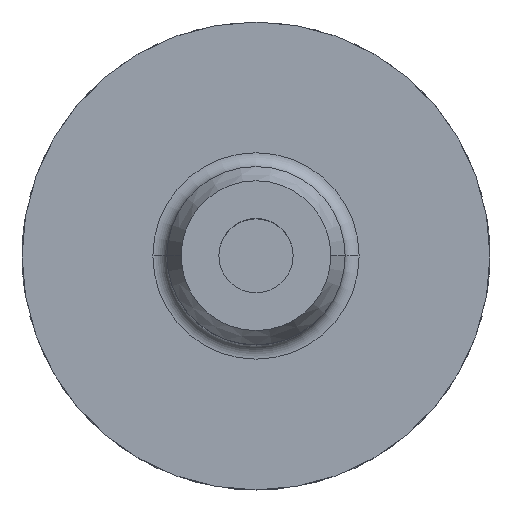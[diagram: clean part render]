
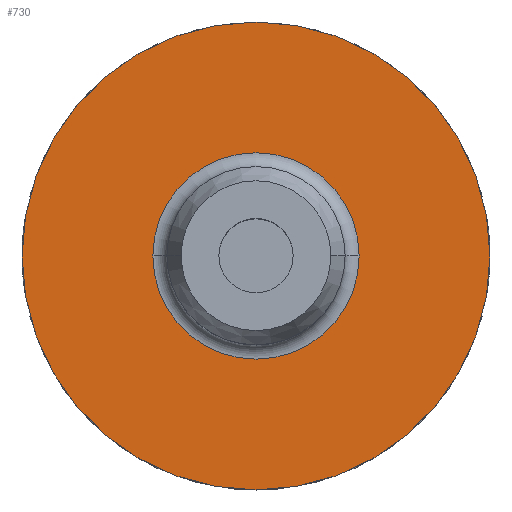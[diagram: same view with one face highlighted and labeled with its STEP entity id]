
A CAD part, top view. The second image highlights one B-rep face of the part: STEP entity #730.
In plain terms, the highlighted planar face has unit normal (0, 0, 1).
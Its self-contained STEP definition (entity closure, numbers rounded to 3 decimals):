
#41 = CARTESIAN_POINT ( 'NONE',  ( 0., 0., 38. ) ) ;
#84 = VERTEX_POINT ( 'NONE', #756 ) ;
#93 = CARTESIAN_POINT ( 'NONE',  ( 0., 0., 38. ) ) ;
#97 = VERTEX_POINT ( 'NONE', #407 ) ;
#116 = DIRECTION ( 'NONE',  ( 0., 0., -1. ) ) ;
#122 = DIRECTION ( 'NONE',  ( -1., 0., 0. ) ) ;
#128 = DIRECTION ( 'NONE',  ( 0., 0., -1. ) ) ;
#154 = DIRECTION ( 'NONE',  ( 0., 0., -1. ) ) ;
#317 = AXIS2_PLACEMENT_3D ( 'NONE', #93, #116, #122 ) ;
#358 = CIRCLE ( 'NONE', #1580, 22.05 ) ;
#407 = CARTESIAN_POINT ( 'NONE',  ( 22.05, 0., 38. ) ) ;
#446 = EDGE_CURVE ( 'NONE', #851, #1270, #922, .T. ) ;
#454 = CIRCLE ( 'NONE', #1300, 22.05 ) ;
#460 = EDGE_LOOP ( 'NONE', ( #1253, #1522 ) ) ;
#478 = ORIENTED_EDGE ( 'NONE', *, *, #971, .T. ) ;
#515 = EDGE_LOOP ( 'NONE', ( #478, #649 ) ) ;
#542 = FACE_BOUND ( 'NONE', #515, .T. ) ;
#649 = ORIENTED_EDGE ( 'NONE', *, *, #821, .T. ) ;
#697 = AXIS2_PLACEMENT_3D ( 'NONE', #1055, #154, #915 ) ;
#730 = ADVANCED_FACE ( 'NONE', ( #542, #1555 ), #1576, .F. ) ;
#731 = DIRECTION ( 'NONE',  ( -1., 0., 0. ) ) ;
#753 = CARTESIAN_POINT ( 'NONE',  ( 50., 0., 38. ) ) ;
#756 = CARTESIAN_POINT ( 'NONE',  ( -22.05, 0., 38. ) ) ;
#821 = EDGE_CURVE ( 'NONE', #97, #84, #358, .T. ) ;
#851 = VERTEX_POINT ( 'NONE', #874 ) ;
#874 = CARTESIAN_POINT ( 'NONE',  ( -50., 0., 38. ) ) ;
#884 = DIRECTION ( 'NONE',  ( -1., 0., 0. ) ) ;
#915 = DIRECTION ( 'NONE',  ( -1., 0., 0. ) ) ;
#922 = CIRCLE ( 'NONE', #317, 50. ) ;
#971 = EDGE_CURVE ( 'NONE', #84, #97, #454, .T. ) ;
#1023 = CARTESIAN_POINT ( 'NONE',  ( 0., 0., 38. ) ) ;
#1028 = CARTESIAN_POINT ( 'NONE',  ( 0., 0., 38. ) ) ;
#1032 = DIRECTION ( 'NONE',  ( 0., 0., -1. ) ) ;
#1038 = DIRECTION ( 'NONE',  ( -1., 0., 0. ) ) ;
#1055 = CARTESIAN_POINT ( 'NONE',  ( 0., 50., 38. ) ) ;
#1253 = ORIENTED_EDGE ( 'NONE', *, *, #446, .F. ) ;
#1270 = VERTEX_POINT ( 'NONE', #753 ) ;
#1300 = AXIS2_PLACEMENT_3D ( 'NONE', #41, #1643, #731 ) ;
#1359 = EDGE_CURVE ( 'NONE', #1270, #851, #1360, .T. ) ;
#1360 = CIRCLE ( 'NONE', #1659, 50. ) ;
#1522 = ORIENTED_EDGE ( 'NONE', *, *, #1359, .F. ) ;
#1555 = FACE_OUTER_BOUND ( 'NONE', #460, .T. ) ;
#1576 = PLANE ( 'NONE',  #697 ) ;
#1580 = AXIS2_PLACEMENT_3D ( 'NONE', #1028, #128, #884 ) ;
#1643 = DIRECTION ( 'NONE',  ( 0., 0., -1. ) ) ;
#1659 = AXIS2_PLACEMENT_3D ( 'NONE', #1023, #1032, #1038 ) ;
